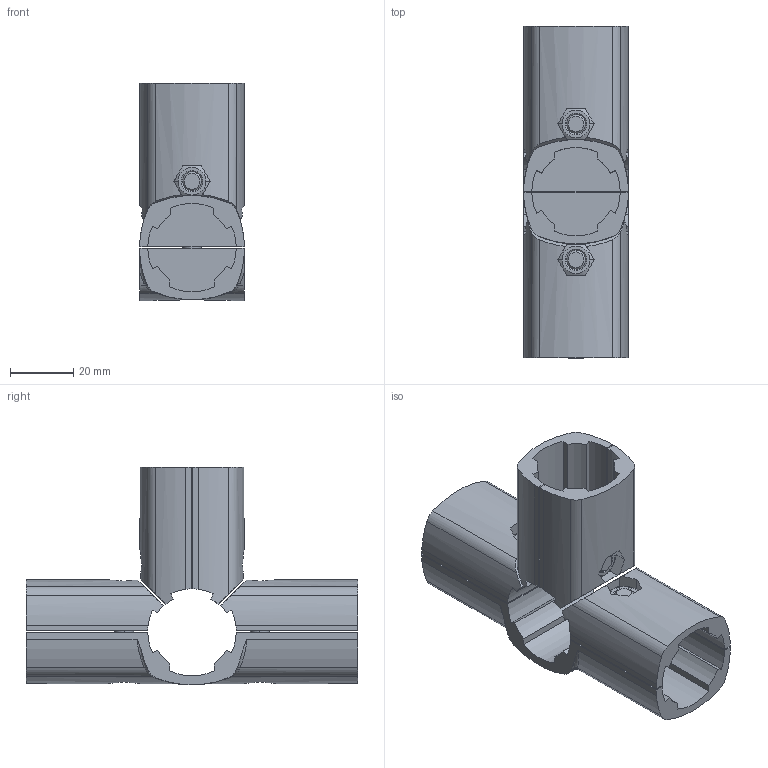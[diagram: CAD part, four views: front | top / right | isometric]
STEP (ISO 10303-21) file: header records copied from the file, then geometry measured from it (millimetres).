
FILE_DESCRIPTION(/* description */ (''),/* implementation_level */ '2;1');
FILE_NAME(/* name */ '41D-160-0.stp',/* time_stamp */ '2022-07-21T10:57:45-04:00',/* author */ ('aorselli'),/* organization */ (''),/* preprocessor_version */ 'ST-DEVELOPER v18.1',/* originating_system */ 'AutoCAD Mechanical',/* authorisation */ '');
FILE_SCHEMA (('AUTOMOTIVE_DESIGN { 1 0 10303 214 3 1 1 }'));
Length unit declared in the file: millimetre
Products named in the file (1): 41D-160-0
Bounding box: 33 x 105 x 68.81 mm (x, y, z)
Volume: 47019.6 mm3; surface area: 37227.2 mm2
Topology: 10 solids, 11 shells, 341 faces, 908 edges, 591 vertices
Faces by surface type: plane 157, cylinder 130, cone 36, bspline 18
Entity records: 12272 total; most frequent: CARTESIAN_POINT 3881, ORIENTED_EDGE 1804, DIRECTION 1674, EDGE_CURVE 902, AXIS2_PLACEMENT_3D 612, VERTEX_POINT 591, LINE 450, VECTOR 450
